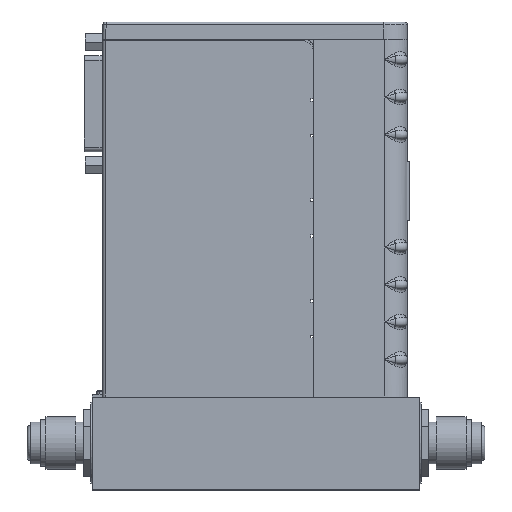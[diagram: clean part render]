
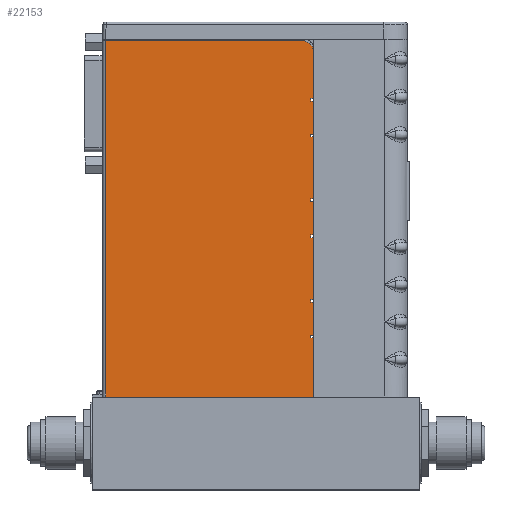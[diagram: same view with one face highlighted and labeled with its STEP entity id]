
A CAD part, top view. The second image highlights one B-rep face of the part: STEP entity #22153.
In plain terms, the highlighted planar face has unit normal (0, 0, 1).
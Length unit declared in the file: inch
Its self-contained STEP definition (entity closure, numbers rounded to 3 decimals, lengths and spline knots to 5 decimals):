
#19381=DIRECTION('',(1.,0.,0.));
#19382=VECTOR('',#19381,2.216);
#19383=CARTESIAN_POINT('',(0.034,0.,0.5625));
#19384=LINE('',#19383,#19382);
#19764=DIRECTION('',(0.,-1.,0.));
#19765=VECTOR('',#19764,0.03);
#19766=CARTESIAN_POINT('',(2.22,0.66,0.5625));
#19767=LINE('',#19766,#19765);
#19768=DIRECTION('',(-1.,0.,0.));
#19769=VECTOR('',#19768,0.03);
#19770=CARTESIAN_POINT('',(2.25,0.63,0.5625));
#19771=LINE('',#19770,#19769);
#19772=DIRECTION('',(-1.,0.,0.));
#19773=VECTOR('',#19772,0.03);
#19774=CARTESIAN_POINT('',(2.25,3.185,0.5625));
#19775=LINE('',#19774,#19773);
#19776=DIRECTION('',(0.,-1.,0.));
#19777=VECTOR('',#19776,0.03);
#19778=CARTESIAN_POINT('',(2.22,3.185,0.5625));
#19779=LINE('',#19778,#19777);
#19780=DIRECTION('',(-1.,0.,0.));
#19781=VECTOR('',#19780,0.03);
#19782=CARTESIAN_POINT('',(2.25,3.155,0.5625));
#19783=LINE('',#19782,#19781);
#19784=DIRECTION('',(-1.,0.,0.));
#19785=VECTOR('',#19784,0.03);
#19786=CARTESIAN_POINT('',(2.25,2.805,0.5625));
#19787=LINE('',#19786,#19785);
#19788=DIRECTION('',(0.,-1.,0.));
#19789=VECTOR('',#19788,0.03);
#19790=CARTESIAN_POINT('',(2.22,2.805,0.5625));
#19791=LINE('',#19790,#19789);
#19792=DIRECTION('',(-1.,0.,0.));
#19793=VECTOR('',#19792,0.03);
#19794=CARTESIAN_POINT('',(2.25,2.775,0.5625));
#19795=LINE('',#19794,#19793);
#19796=DIRECTION('',(-1.,0.,0.));
#19797=VECTOR('',#19796,0.03);
#19798=CARTESIAN_POINT('',(2.25,2.115,0.5625));
#19799=LINE('',#19798,#19797);
#19800=DIRECTION('',(0.,-1.,0.));
#19801=VECTOR('',#19800,0.03);
#19802=CARTESIAN_POINT('',(2.22,2.115,0.5625));
#19803=LINE('',#19802,#19801);
#19804=DIRECTION('',(-1.,0.,0.));
#19805=VECTOR('',#19804,0.03);
#19806=CARTESIAN_POINT('',(2.25,2.085,0.5625));
#19807=LINE('',#19806,#19805);
#19808=DIRECTION('',(-1.,0.,0.));
#19809=VECTOR('',#19808,0.03);
#19810=CARTESIAN_POINT('',(2.25,1.73,0.5625));
#19811=LINE('',#19810,#19809);
#19812=DIRECTION('',(0.,-1.,0.));
#19813=VECTOR('',#19812,0.03);
#19814=CARTESIAN_POINT('',(2.22,1.73,0.5625));
#19815=LINE('',#19814,#19813);
#19816=DIRECTION('',(-1.,0.,0.));
#19817=VECTOR('',#19816,0.03);
#19818=CARTESIAN_POINT('',(2.25,1.7,0.5625));
#19819=LINE('',#19818,#19817);
#19820=DIRECTION('',(-1.,0.,0.));
#19821=VECTOR('',#19820,0.03);
#19822=CARTESIAN_POINT('',(2.25,1.04,0.5625));
#19823=LINE('',#19822,#19821);
#19824=DIRECTION('',(0.,-1.,0.));
#19825=VECTOR('',#19824,0.03);
#19826=CARTESIAN_POINT('',(2.22,1.04,0.5625));
#19827=LINE('',#19826,#19825);
#19828=DIRECTION('',(-1.,0.,0.));
#19829=VECTOR('',#19828,0.03);
#19830=CARTESIAN_POINT('',(2.25,1.01,0.5625));
#19831=LINE('',#19830,#19829);
#19832=DIRECTION('',(-1.,0.,0.));
#19833=VECTOR('',#19832,0.03);
#19834=CARTESIAN_POINT('',(2.25,0.66,0.5625));
#19835=LINE('',#19834,#19833);
#19928=DIRECTION('',(0.,1.,0.));
#19929=VECTOR('',#19928,0.63);
#19930=CARTESIAN_POINT('',(2.25,0.,0.5625));
#19931=LINE('',#19930,#19929);
#19936=DIRECTION('',(0.,1.,0.));
#19937=VECTOR('',#19936,0.66);
#19938=CARTESIAN_POINT('',(2.25,1.04,0.5625));
#19939=LINE('',#19938,#19937);
#19948=DIRECTION('',(0.,1.,0.));
#19949=VECTOR('',#19948,0.66);
#19950=CARTESIAN_POINT('',(2.25,2.115,0.5625));
#19951=LINE('',#19950,#19949);
#19960=DIRECTION('',(0.,1.,0.));
#19961=VECTOR('',#19960,0.49);
#19962=CARTESIAN_POINT('',(2.25,3.185,0.5625));
#19963=LINE('',#19962,#19961);
#19968=DIRECTION('',(0.,1.,0.));
#19969=VECTOR('',#19968,0.35);
#19970=CARTESIAN_POINT('',(2.25,2.805,0.5625));
#19971=LINE('',#19970,#19969);
#19980=DIRECTION('',(0.,1.,0.));
#19981=VECTOR('',#19980,0.355);
#19982=CARTESIAN_POINT('',(2.25,1.73,0.5625));
#19983=LINE('',#19982,#19981);
#19992=DIRECTION('',(0.,1.,0.));
#19993=VECTOR('',#19992,0.35);
#19994=CARTESIAN_POINT('',(2.25,0.66,0.5625));
#19995=LINE('',#19994,#19993);
#20716=DIRECTION('',(1.,0.,0.));
#20717=VECTOR('',#20716,2.091);
#20718=CARTESIAN_POINT('',(0.034,3.8,0.5625));
#20719=LINE('',#20718,#20717);
#20922=CARTESIAN_POINT('',(2.125,3.675,0.5625));
#20923=DIRECTION('',(0.,0.,1.));
#20924=DIRECTION('',(1.,0.,0.));
#20925=AXIS2_PLACEMENT_3D('',#20922,#20923,#20924);
#20945=DIRECTION('',(0.,-1.,0.));
#20946=VECTOR('',#20945,3.8);
#20947=CARTESIAN_POINT('',(0.034,3.8,0.5625));
#20948=LINE('',#20947,#20946);
#21100=CARTESIAN_POINT('',(2.25,0.,0.5625));
#21102=VERTEX_POINT('',#21100);
#21168=CARTESIAN_POINT('',(0.034,3.8,0.5625));
#21169=VERTEX_POINT('',#21168);
#21170=CARTESIAN_POINT('',(0.034,0.,0.5625));
#21171=VERTEX_POINT('',#21170);
#21316=CARTESIAN_POINT('',(2.25,3.675,0.5625));
#21318=VERTEX_POINT('',#21316);
#21320=CARTESIAN_POINT('',(2.125,3.8,0.5625));
#21321=VERTEX_POINT('',#21320);
#21324=CARTESIAN_POINT('',(2.22,0.66,0.5625));
#21325=CARTESIAN_POINT('',(2.22,0.63,0.5625));
#21326=VERTEX_POINT('',#21324);
#21327=VERTEX_POINT('',#21325);
#21328=CARTESIAN_POINT('',(2.25,0.63,0.5625));
#21329=VERTEX_POINT('',#21328);
#21330=CARTESIAN_POINT('',(2.25,0.66,0.5625));
#21331=VERTEX_POINT('',#21330);
#21332=CARTESIAN_POINT('',(2.22,1.04,0.5625));
#21333=CARTESIAN_POINT('',(2.22,1.01,0.5625));
#21334=VERTEX_POINT('',#21332);
#21335=VERTEX_POINT('',#21333);
#21336=CARTESIAN_POINT('',(2.25,1.01,0.5625));
#21337=VERTEX_POINT('',#21336);
#21338=CARTESIAN_POINT('',(2.25,1.04,0.5625));
#21339=VERTEX_POINT('',#21338);
#21340=CARTESIAN_POINT('',(2.22,1.73,0.5625));
#21341=CARTESIAN_POINT('',(2.22,1.7,0.5625));
#21342=VERTEX_POINT('',#21340);
#21343=VERTEX_POINT('',#21341);
#21344=CARTESIAN_POINT('',(2.25,1.7,0.5625));
#21345=VERTEX_POINT('',#21344);
#21346=CARTESIAN_POINT('',(2.25,1.73,0.5625));
#21347=VERTEX_POINT('',#21346);
#21348=CARTESIAN_POINT('',(2.22,2.115,0.5625));
#21349=CARTESIAN_POINT('',(2.22,2.085,0.5625));
#21350=VERTEX_POINT('',#21348);
#21351=VERTEX_POINT('',#21349);
#21352=CARTESIAN_POINT('',(2.25,2.085,0.5625));
#21353=VERTEX_POINT('',#21352);
#21354=CARTESIAN_POINT('',(2.25,2.115,0.5625));
#21355=VERTEX_POINT('',#21354);
#21356=CARTESIAN_POINT('',(2.22,3.185,0.5625));
#21357=CARTESIAN_POINT('',(2.22,3.155,0.5625));
#21358=VERTEX_POINT('',#21356);
#21359=VERTEX_POINT('',#21357);
#21360=CARTESIAN_POINT('',(2.25,3.155,0.5625));
#21361=VERTEX_POINT('',#21360);
#21362=CARTESIAN_POINT('',(2.25,3.185,0.5625));
#21363=VERTEX_POINT('',#21362);
#21364=CARTESIAN_POINT('',(2.22,2.805,0.5625));
#21365=CARTESIAN_POINT('',(2.22,2.775,0.5625));
#21366=VERTEX_POINT('',#21364);
#21367=VERTEX_POINT('',#21365);
#21368=CARTESIAN_POINT('',(2.25,2.775,0.5625));
#21369=VERTEX_POINT('',#21368);
#21370=CARTESIAN_POINT('',(2.25,2.805,0.5625));
#21371=VERTEX_POINT('',#21370);
#22090=CARTESIAN_POINT('',(0.,0.,0.5625));
#22091=DIRECTION('',(0.,0.,1.));
#22092=DIRECTION('',(1.,0.,0.));
#22093=AXIS2_PLACEMENT_3D('',#22090,#22091,#22092);
#22094=PLANE('',#22093);
#22095=ORIENTED_EDGE('',*,*,#22064,.T.);
#22097=ORIENTED_EDGE('',*,*,#22096,.F.);
#22099=ORIENTED_EDGE('',*,*,#22098,.F.);
#22100=ORIENTED_EDGE('',*,*,#21719,.F.);
#22102=ORIENTED_EDGE('',*,*,#22101,.F.);
#22104=ORIENTED_EDGE('',*,*,#22103,.T.);
#22106=ORIENTED_EDGE('',*,*,#22105,.F.);
#22108=ORIENTED_EDGE('',*,*,#22107,.F.);
#22110=ORIENTED_EDGE('',*,*,#22109,.T.);
#22112=ORIENTED_EDGE('',*,*,#22111,.T.);
#22114=ORIENTED_EDGE('',*,*,#22113,.F.);
#22116=ORIENTED_EDGE('',*,*,#22115,.F.);
#22118=ORIENTED_EDGE('',*,*,#22117,.T.);
#22120=ORIENTED_EDGE('',*,*,#22119,.T.);
#22122=ORIENTED_EDGE('',*,*,#22121,.F.);
#22124=ORIENTED_EDGE('',*,*,#22123,.F.);
#22126=ORIENTED_EDGE('',*,*,#22125,.T.);
#22128=ORIENTED_EDGE('',*,*,#22127,.T.);
#22130=ORIENTED_EDGE('',*,*,#22129,.F.);
#22132=ORIENTED_EDGE('',*,*,#22131,.F.);
#22134=ORIENTED_EDGE('',*,*,#22133,.T.);
#22136=ORIENTED_EDGE('',*,*,#22135,.T.);
#22138=ORIENTED_EDGE('',*,*,#22137,.F.);
#22140=ORIENTED_EDGE('',*,*,#22139,.F.);
#22142=ORIENTED_EDGE('',*,*,#22141,.T.);
#22144=ORIENTED_EDGE('',*,*,#22143,.T.);
#22146=ORIENTED_EDGE('',*,*,#22145,.F.);
#22148=ORIENTED_EDGE('',*,*,#22147,.F.);
#22150=ORIENTED_EDGE('',*,*,#22149,.T.);
#22151=EDGE_LOOP('',(#22095,#22097,#22099,#22100,#22102,#22104,#22106,#22108,
#22110,#22112,#22114,#22116,#22118,#22120,#22122,#22124,#22126,#22128,#22130,
#22132,#22134,#22136,#22138,#22140,#22142,#22144,#22146,#22148,#22150));
#22152=FACE_OUTER_BOUND('',#22151,.F.);
#22153=ADVANCED_FACE('',(#22152),#22094,.T.);
#20926=CIRCLE('',#20925,0.125);
#21719=EDGE_CURVE('',#21171,#21102,#19384,.T.);
#22064=EDGE_CURVE('',#21326,#21327,#19767,.T.);
#22096=EDGE_CURVE('',#21329,#21327,#19771,.T.);
#22098=EDGE_CURVE('',#21102,#21329,#19931,.T.);
#22101=EDGE_CURVE('',#21169,#21171,#20948,.T.);
#22103=EDGE_CURVE('',#21169,#21321,#20719,.T.);
#22105=EDGE_CURVE('',#21318,#21321,#20926,.T.);
#22107=EDGE_CURVE('',#21363,#21318,#19963,.T.);
#22109=EDGE_CURVE('',#21363,#21358,#19775,.T.);
#22111=EDGE_CURVE('',#21358,#21359,#19779,.T.);
#22113=EDGE_CURVE('',#21361,#21359,#19783,.T.);
#22115=EDGE_CURVE('',#21371,#21361,#19971,.T.);
#22117=EDGE_CURVE('',#21371,#21366,#19787,.T.);
#22119=EDGE_CURVE('',#21366,#21367,#19791,.T.);
#22121=EDGE_CURVE('',#21369,#21367,#19795,.T.);
#22123=EDGE_CURVE('',#21355,#21369,#19951,.T.);
#22125=EDGE_CURVE('',#21355,#21350,#19799,.T.);
#22127=EDGE_CURVE('',#21350,#21351,#19803,.T.);
#22129=EDGE_CURVE('',#21353,#21351,#19807,.T.);
#22131=EDGE_CURVE('',#21347,#21353,#19983,.T.);
#22133=EDGE_CURVE('',#21347,#21342,#19811,.T.);
#22135=EDGE_CURVE('',#21342,#21343,#19815,.T.);
#22137=EDGE_CURVE('',#21345,#21343,#19819,.T.);
#22139=EDGE_CURVE('',#21339,#21345,#19939,.T.);
#22141=EDGE_CURVE('',#21339,#21334,#19823,.T.);
#22143=EDGE_CURVE('',#21334,#21335,#19827,.T.);
#22145=EDGE_CURVE('',#21337,#21335,#19831,.T.);
#22147=EDGE_CURVE('',#21331,#21337,#19995,.T.);
#22149=EDGE_CURVE('',#21331,#21326,#19835,.T.);
